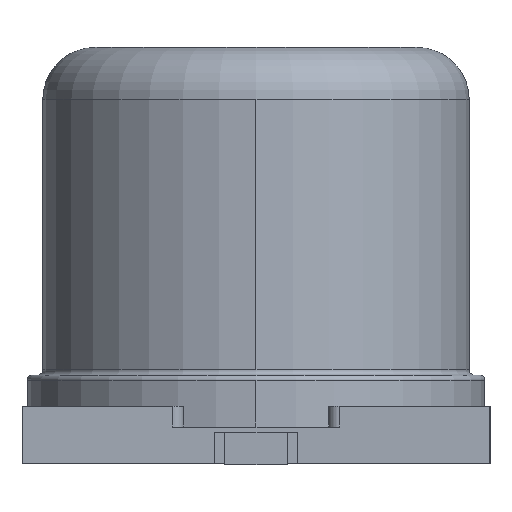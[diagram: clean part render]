
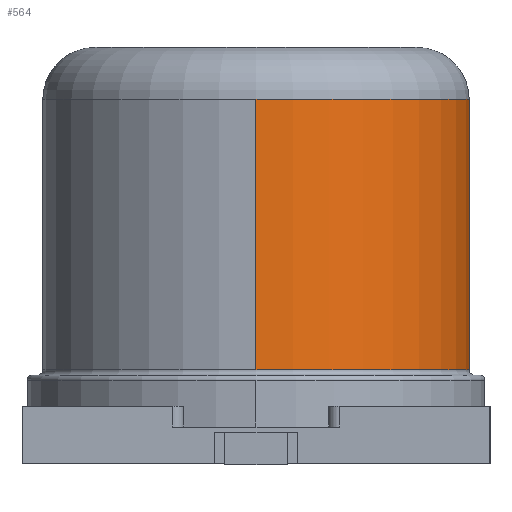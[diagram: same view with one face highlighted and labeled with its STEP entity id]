
A CAD part, left-side view. The second image highlights one B-rep face of the part: STEP entity #564.
In plain terms, the highlighted cylindrical face has radius 2.05 mm (diameter 4.1 mm), a partial arc.
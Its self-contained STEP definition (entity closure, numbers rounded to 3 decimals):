
#114 = AXIS2_PLACEMENT_3D ( 'NONE', #3708, #589, #1144 ) ;
#135 = CIRCLE ( 'NONE', #6044, 2.05 ) ;
#213 = CARTESIAN_POINT ( 'NONE',  ( -5.15, 0., 3.5 ) ) ;
#258 = DIRECTION ( 'NONE',  ( 0., 0., 1. ) ) ;
#294 = ORIENTED_EDGE ( 'NONE', *, *, #5584, .T. ) ;
#564 = ADVANCED_FACE ( 'NONE', ( #747 ), #4233, .T. ) ;
#589 = DIRECTION ( 'NONE',  ( 0., 0., -1. ) ) ;
#619 = VECTOR ( 'NONE', #740, 1000. ) ;
#676 = LINE ( 'NONE', #3605, #1078 ) ;
#715 = CARTESIAN_POINT ( 'NONE',  ( -5.15, 0., 19.086 ) ) ;
#740 = DIRECTION ( 'NONE',  ( 0., 0., -1. ) ) ;
#747 = FACE_OUTER_BOUND ( 'NONE', #4892, .T. ) ;
#846 = VERTEX_POINT ( 'NONE', #4149 ) ;
#1078 = VECTOR ( 'NONE', #4099, 1000. ) ;
#1144 = DIRECTION ( 'NONE',  ( 1., 0., 0. ) ) ;
#1987 = ORIENTED_EDGE ( 'NONE', *, *, #4535, .T. ) ;
#2177 = EDGE_CURVE ( 'NONE', #846, #5744, #676, .T. ) ;
#2278 = AXIS2_PLACEMENT_3D ( 'NONE', #3877, #5898, #2784 ) ;
#2476 = VERTEX_POINT ( 'NONE', #3299 ) ;
#2562 = ORIENTED_EDGE ( 'NONE', *, *, #2177, .F. ) ;
#2784 = DIRECTION ( 'NONE',  ( -1., 0., 0. ) ) ;
#2800 = CIRCLE ( 'NONE', #114, 2.05 ) ;
#2861 = CARTESIAN_POINT ( 'NONE',  ( -3.1, 0., 0.9 ) ) ;
#3238 = VERTEX_POINT ( 'NONE', #213 ) ;
#3299 = CARTESIAN_POINT ( 'NONE',  ( -5.15, 0., 0.9 ) ) ;
#3605 = CARTESIAN_POINT ( 'NONE',  ( -3.1, -2.05, 19.086 ) ) ;
#3675 = EDGE_CURVE ( 'NONE', #846, #3238, #2800, .T. ) ;
#3708 = CARTESIAN_POINT ( 'NONE',  ( -3.1, 0., 3.5 ) ) ;
#3877 = CARTESIAN_POINT ( 'NONE',  ( -3.1, 0., 19.086 ) ) ;
#4099 = DIRECTION ( 'NONE',  ( 0., 0., -1. ) ) ;
#4149 = CARTESIAN_POINT ( 'NONE',  ( -3.1, -2.05, 3.5 ) ) ;
#4233 = CYLINDRICAL_SURFACE ( 'NONE', #2278, 2.05 ) ;
#4400 = DIRECTION ( 'NONE',  ( 1., 0., 0. ) ) ;
#4535 = EDGE_CURVE ( 'NONE', #2476, #5744, #135, .T. ) ;
#4550 = CARTESIAN_POINT ( 'NONE',  ( -3.1, -2.05, 0.9 ) ) ;
#4892 = EDGE_LOOP ( 'NONE', ( #4958, #294, #1987, #2562 ) ) ;
#4958 = ORIENTED_EDGE ( 'NONE', *, *, #3675, .T. ) ;
#5584 = EDGE_CURVE ( 'NONE', #3238, #2476, #6318, .T. ) ;
#5744 = VERTEX_POINT ( 'NONE', #4550 ) ;
#5898 = DIRECTION ( 'NONE',  ( 0., 0., -1. ) ) ;
#6044 = AXIS2_PLACEMENT_3D ( 'NONE', #2861, #258, #4400 ) ;
#6318 = LINE ( 'NONE', #715, #619 ) ;
